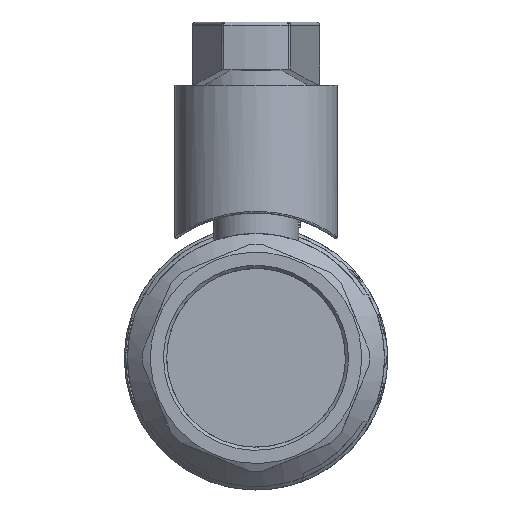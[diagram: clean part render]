
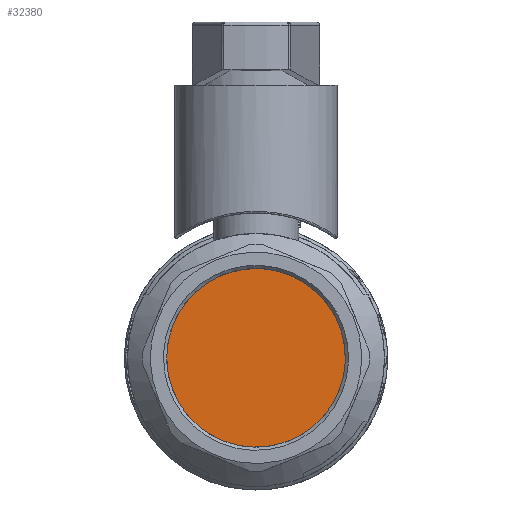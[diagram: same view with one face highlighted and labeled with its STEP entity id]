
A CAD part, top view. The second image highlights one B-rep face of the part: STEP entity #32380.
In plain terms, the highlighted planar face has unit normal (0, 0, -1).
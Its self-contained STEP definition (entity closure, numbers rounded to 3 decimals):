
#1121=PLANE('',#35637);
#12360=ORIENTED_EDGE('',*,*,#16510,.F.);
#12361=ORIENTED_EDGE('',*,*,#16509,.T.);
#16509=EDGE_CURVE('',#19118,#19118,#19701,.T.);
#16510=EDGE_CURVE('',#19119,#19119,#19702,.T.);
#19118=VERTEX_POINT('',#54622);
#19119=VERTEX_POINT('',#54625);
#19701=CIRCLE('',#35636,28.328);
#19702=CIRCLE('',#35638,28.329);
#21078=EDGE_LOOP('',(#12360));
#21079=EDGE_LOOP('',(#12361));
#22572=FACE_BOUND('',#21078,.T.);
#22573=FACE_BOUND('',#21079,.T.);
#32380=ADVANCED_FACE('',(#22572,#22573),#1121,.F.);
#35636=AXIS2_PLACEMENT_3D('',#54621,#43274,#43275);
#35637=AXIS2_PLACEMENT_3D('',#54623,#43276,#43277);
#35638=AXIS2_PLACEMENT_3D('',#54624,#43278,#43279);
#43274=DIRECTION('',(0.,0.,1.));
#43275=DIRECTION('',(1.,0.,0.));
#43276=DIRECTION('',(0.,0.,1.));
#43277=DIRECTION('',(1.,0.,0.));
#43278=DIRECTION('',(0.,0.,1.));
#43279=DIRECTION('',(0.707,0.707,0.));
#54621=CARTESIAN_POINT('',(0.,0.,4.5));
#54622=CARTESIAN_POINT('',(28.328,0.,4.5));
#54623=CARTESIAN_POINT('',(12.844,28.759,4.5));
#54624=CARTESIAN_POINT('',(0.,0.,4.5));
#54625=CARTESIAN_POINT('',(20.032,20.032,4.5));
